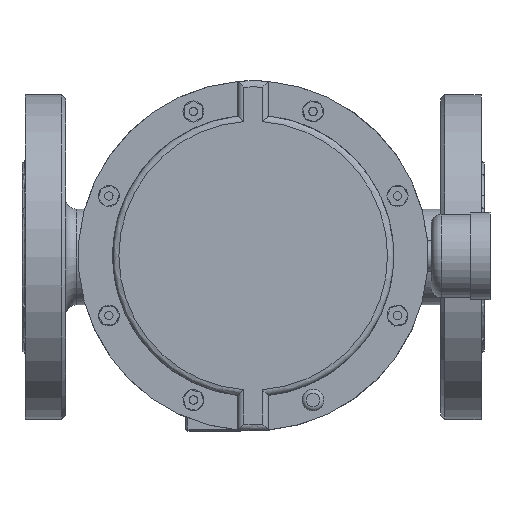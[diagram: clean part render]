
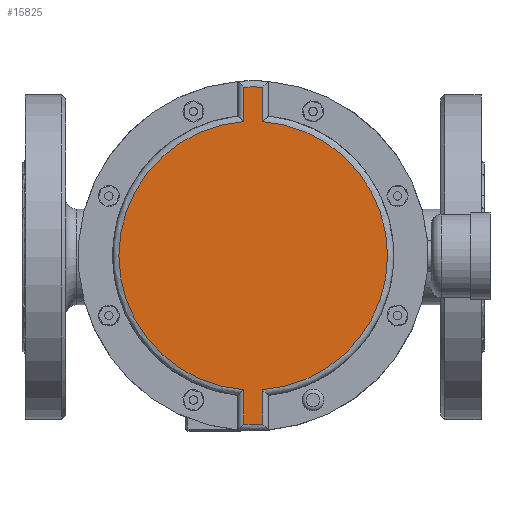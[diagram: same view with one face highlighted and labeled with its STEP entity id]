
A CAD part, top view. The second image highlights one B-rep face of the part: STEP entity #15825.
In plain terms, the highlighted planar face has unit normal (0, 0, 1).
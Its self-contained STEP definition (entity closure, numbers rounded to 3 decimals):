
#599=LINE('',#24691,#2020);
#601=LINE('',#24763,#2022);
#604=LINE('',#24769,#2025);
#606=LINE('',#24805,#2027);
#2020=VECTOR('',#19010,16.532);
#2022=VECTOR('',#19026,16.532);
#2025=VECTOR('',#19031,16.532);
#2027=VECTOR('',#19041,16.532);
#3269=PLANE('',#16912);
#4279=FACE_OUTER_BOUND('',#5310,.T.);
#5310=EDGE_LOOP('',(#11662,#11663,#11664,#11665,#11666,#11667,#11668,#11669));
#6499=CIRCLE('',#16890,64.5);
#6500=CIRCLE('',#16893,81.);
#6503=CIRCLE('',#16897,64.5);
#6505=CIRCLE('',#16902,81.);
#7391=VERTEX_POINT('',#24658);
#7392=VERTEX_POINT('',#24673);
#7393=VERTEX_POINT('',#24690);
#7395=VERTEX_POINT('',#24709);
#7399=VERTEX_POINT('',#24731);
#7400=VERTEX_POINT('',#24746);
#7402=VERTEX_POINT('',#24768);
#7404=VERTEX_POINT('',#24787);
#9016=EDGE_CURVE('',#7391,#7392,#6499,.T.);
#9018=EDGE_CURVE('',#7392,#7393,#599,.T.);
#9021=EDGE_CURVE('',#7393,#7395,#6500,.T.);
#9026=EDGE_CURVE('',#7399,#7400,#6503,.T.);
#9028=EDGE_CURVE('',#7395,#7399,#601,.T.);
#9031=EDGE_CURVE('',#7400,#7402,#604,.T.);
#9034=EDGE_CURVE('',#7402,#7404,#6505,.T.);
#9037=EDGE_CURVE('',#7404,#7391,#606,.T.);
#11662=ORIENTED_EDGE('',*,*,#9026,.F.);
#11663=ORIENTED_EDGE('',*,*,#9028,.F.);
#11664=ORIENTED_EDGE('',*,*,#9021,.F.);
#11665=ORIENTED_EDGE('',*,*,#9018,.F.);
#11666=ORIENTED_EDGE('',*,*,#9016,.F.);
#11667=ORIENTED_EDGE('',*,*,#9037,.F.);
#11668=ORIENTED_EDGE('',*,*,#9034,.F.);
#11669=ORIENTED_EDGE('',*,*,#9031,.F.);
#15825=ADVANCED_FACE('',(#4279),#3269,.T.);
#16890=AXIS2_PLACEMENT_3D('',#24674,#19006,#19007);
#16893=AXIS2_PLACEMENT_3D('',#24710,#19014,#19015);
#16897=AXIS2_PLACEMENT_3D('',#24747,#19022,#19023);
#16902=AXIS2_PLACEMENT_3D('',#24788,#19036,#19037);
#16912=AXIS2_PLACEMENT_3D('',#24831,#19067,#19068);
#19006=DIRECTION('center_axis',(0.,0.,-1.));
#19007=DIRECTION('ref_axis',(-1.,0.,0.));
#19010=DIRECTION('',(0.,1.,0.));
#19014=DIRECTION('center_axis',(0.,0.,-1.));
#19015=DIRECTION('ref_axis',(0.,1.,0.));
#19022=DIRECTION('center_axis',(0.,0.,-1.));
#19023=DIRECTION('ref_axis',(1.,0.,0.));
#19026=DIRECTION('',(0.,-1.,0.));
#19031=DIRECTION('',(0.,-1.,0.));
#19036=DIRECTION('center_axis',(0.,0.,-1.));
#19037=DIRECTION('ref_axis',(0.,-1.,0.));
#19041=DIRECTION('',(0.,1.,0.));
#19067=DIRECTION('center_axis',(0.,0.,1.));
#19068=DIRECTION('ref_axis',(1.,0.,0.));
#24658=CARTESIAN_POINT('',(-4.5,-64.343,377.));
#24673=CARTESIAN_POINT('',(-4.5,64.343,377.));
#24674=CARTESIAN_POINT('Origin',(0.,0.,377.));
#24690=CARTESIAN_POINT('',(-4.5,80.875,377.));
#24691=CARTESIAN_POINT('',(-4.5,0.,377.));
#24709=CARTESIAN_POINT('',(4.5,80.875,377.));
#24710=CARTESIAN_POINT('Origin',(0.,0.,377.));
#24731=CARTESIAN_POINT('',(4.5,64.343,377.));
#24746=CARTESIAN_POINT('',(4.5,-64.343,377.));
#24747=CARTESIAN_POINT('Origin',(0.,0.,377.));
#24763=CARTESIAN_POINT('',(4.5,0.,377.));
#24768=CARTESIAN_POINT('',(4.5,-80.875,377.));
#24769=CARTESIAN_POINT('',(4.5,0.,377.));
#24787=CARTESIAN_POINT('',(-4.5,-80.875,377.));
#24788=CARTESIAN_POINT('Origin',(0.,0.,377.));
#24805=CARTESIAN_POINT('',(-4.5,0.,377.));
#24831=CARTESIAN_POINT('Origin',(0.,0.,
377.));
